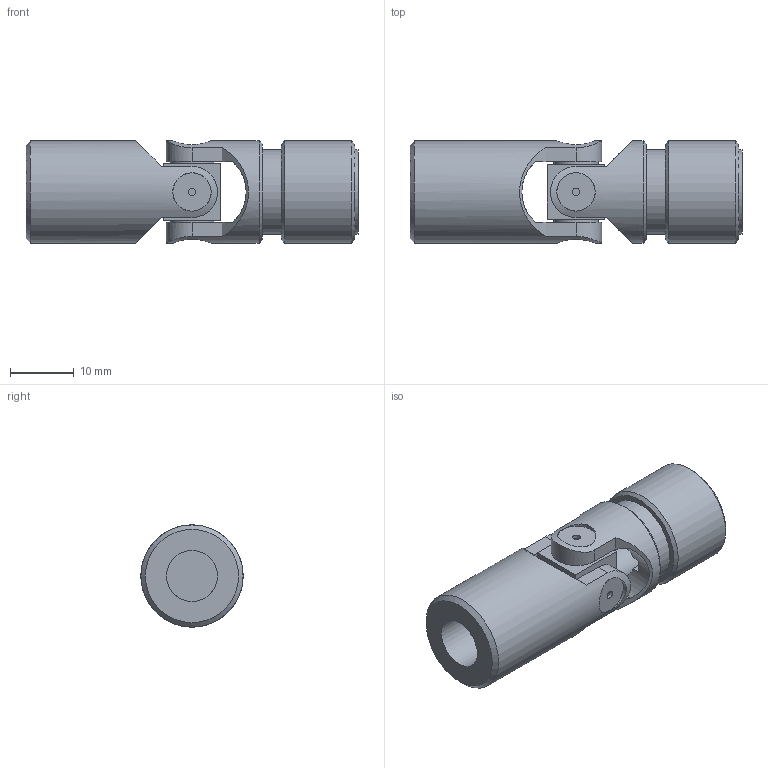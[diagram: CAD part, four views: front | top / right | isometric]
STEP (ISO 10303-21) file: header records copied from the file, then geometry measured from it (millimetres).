
FILE_DESCRIPTION( ( 'STEP AP214' ), '1' );
FILE_NAME( 'SG0R_081C1_2_14b.stp', ' ', ( ' ' ), ( ' ' ), 'PSStep 15.0.47', 'PARTsolutions', ' ' );
FILE_SCHEMA( ( 'AUTOMOTIVE_DESIGN { 1 0 10303 214 1 1 1 1 }' ) );
Length unit declared in the file: millimetre
Products named in the file (4): SG0R 081C1; HI_02GR2-3; HI_02GR-2; HI_02GR1-1
Assembly tree (3 placements, depth 2):
  SG0R 081C1
    HI_02GR2-3
    HI_02GR-2
    HI_02GR1-1
Bounding box: 52 x 16 x 16 mm (x, y, z)
Volume: 7007.4 mm3; surface area: 4815.6 mm2
Topology: 3 solids, 3 shells, 76 faces, 169 edges, 114 vertices
Faces by surface type: plane 45, cylinder 24, cone 4, torus 3
Full cylindrical faces by diameter (mm): 1.2 x4, 6 x4, 7 x4, 8 x1, 13.3 x2, 16 x3
Entity records: 3187 total; most frequent: CARTESIAN_POINT 967, DIRECTION 323, ORIENTED_EDGE 268, EDGE_CURVE 134, AXIS2_PLACEMENT_3D 130, EDGE_LOOP 118, VERTEX_POINT 102, FACE_OUTER_BOUND 95
